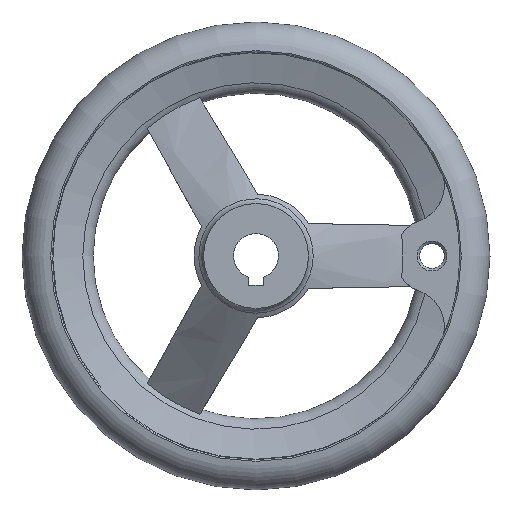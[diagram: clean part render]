
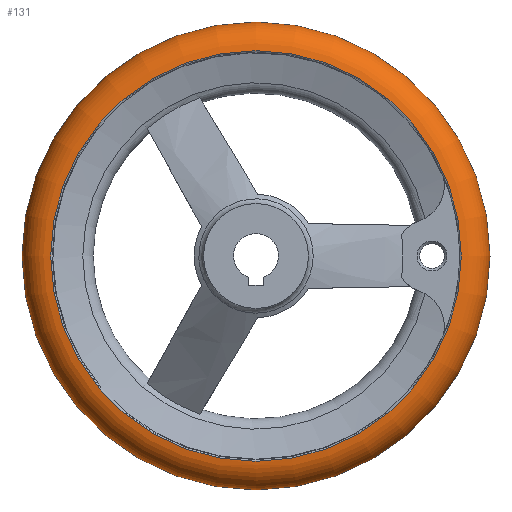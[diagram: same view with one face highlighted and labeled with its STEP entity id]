
A CAD part, front view. The second image highlights one B-rep face of the part: STEP entity #131.
In plain terms, the highlighted toroidal (fillet/blend) face has major radius 54.5 mm and minor radius 8 mm.
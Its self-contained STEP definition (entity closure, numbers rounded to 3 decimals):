
#131 = ADVANCED_FACE( '', ( #285, #286, #287 ), #288, .T. );
#285 = FACE_BOUND( '', #458, .T. );
#286 = FACE_OUTER_BOUND( '', #459, .T. );
#287 = FACE_OUTER_BOUND( '', #460, .T. );
#288 = TOROIDAL_SURFACE( '', #461, 54.5, 8. );
#458 = VERTEX_LOOP( '', #766 );
#459 = EDGE_LOOP( '', ( #767 ) );
#460 = EDGE_LOOP( '', ( #768 ) );
#461 = AXIS2_PLACEMENT_3D( '', #769, #770, #771 );
#766 = VERTEX_POINT( '', #1058 );
#767 = ORIENTED_EDGE( '', *, *, #937, .T. );
#768 = ORIENTED_EDGE( '', *, *, #997, .F. );
#769 = CARTESIAN_POINT( '', ( 0., 28., 0. ) );
#770 = DIRECTION( '', ( 0., -1., 0. ) );
#771 = DIRECTION( '', ( 0., 0., -1. ) );
#937 = EDGE_CURVE( '', #1099, #1099, #1100, .T. );
#997 = EDGE_CURVE( '', #1201, #1201, #1202, .T. );
#1058 = CARTESIAN_POINT( '', ( 0., 28., -62.5 ) );
#1099 = VERTEX_POINT( '', #1337 );
#1100 = CIRCLE( '', #1338, 54.833 );
#1201 = VERTEX_POINT( '', #1656 );
#1202 = CIRCLE( '', #1657, 54.833 );
#1337 = CARTESIAN_POINT( '', ( 0., 35.993, -54.833 ) );
#1338 = AXIS2_PLACEMENT_3D( '', #1979, #1980, #1981 );
#1656 = CARTESIAN_POINT( '', ( 0., 20.007, -54.833 ) );
#1657 = AXIS2_PLACEMENT_3D( '', #2038, #2039, #2040 );
#1979 = CARTESIAN_POINT( '', ( 0., 35.993, 0. ) );
#1980 = DIRECTION( '', ( 0., -1., 0. ) );
#1981 = DIRECTION( '', ( 0., 0., -1. ) );
#2038 = CARTESIAN_POINT( '', ( 0., 20.007, 0. ) );
#2039 = DIRECTION( '', ( 0., -1., 0. ) );
#2040 = DIRECTION( '', ( 0., 0., -1. ) );
